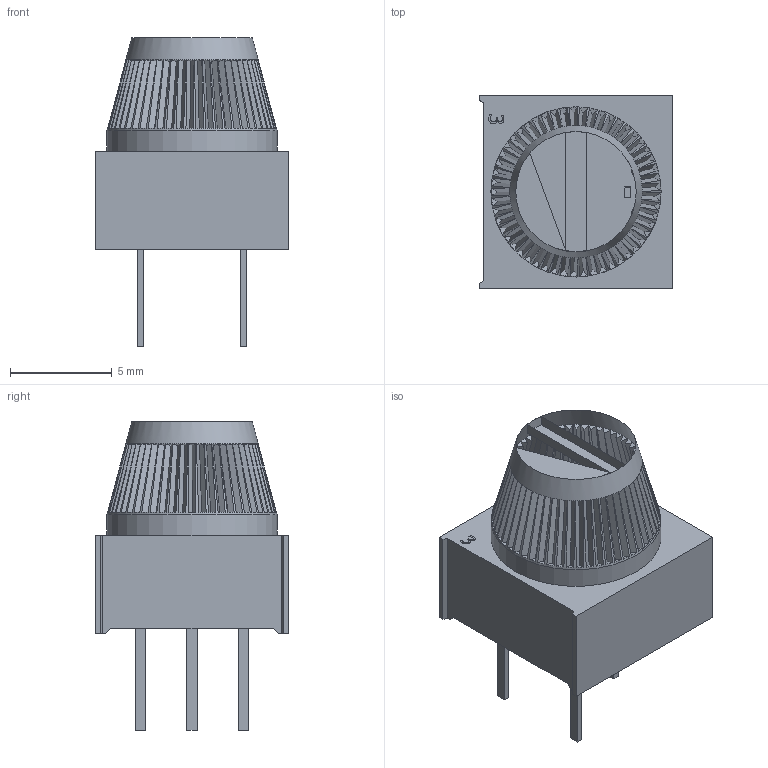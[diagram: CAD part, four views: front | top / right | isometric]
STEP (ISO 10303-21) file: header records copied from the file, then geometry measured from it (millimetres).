
FILE_DESCRIPTION(('FreeCAD Model'),'2;1');
FILE_NAME('10x10+finger-knob.stp','2019-03-05T07:06:27',( 'Author'),(''),'Open CASCADE STEP processor 7.1','FreeCAD','Unknown' );
FILE_SCHEMA(('AUTOMOTIVE_DESIGN { 1 0 10303 214 1 1 1 1 }'));
Length unit declared in the file: millimetre
Products named in the file (1): Gabarit_-_M63
Bounding box: 9.52 x 9.52 x 15.19 mm (x, y, z)
Volume: 639.2 mm3; surface area: 563.8 mm2
Topology: 1 solids, 3 shells, 378 faces, 894 edges, 595 vertices
Faces by surface type: plane 357, bspline 15, cylinder 5, cone 1
Full cylindrical faces by diameter (mm): 0.5 x2, 8.38 x1
Entity records: 14136 total; most frequent: CARTESIAN_POINT 3282, ORIENTED_EDGE 1788, DIRECTION 1422, EDGE_CURVE 894, VERTEX_POINT 595, AXIS2_PLACEMENT_3D 487, FACE_BOUND 451, EDGE_LOOP 451
